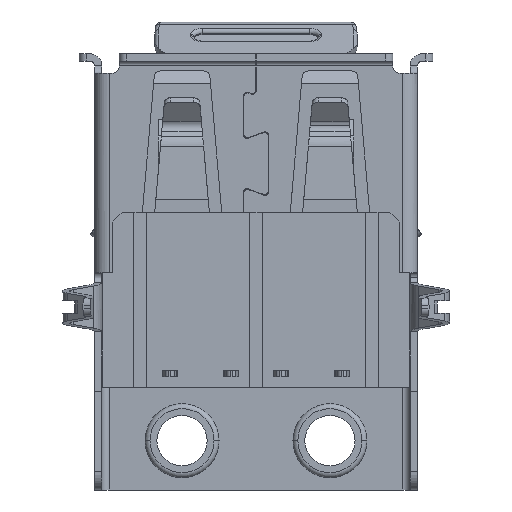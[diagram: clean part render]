
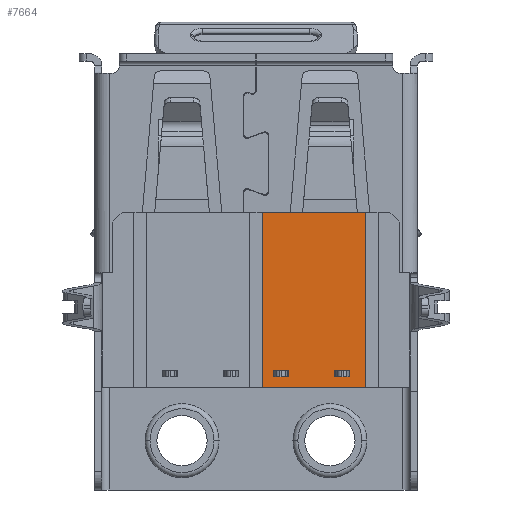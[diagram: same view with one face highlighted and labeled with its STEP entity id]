
A CAD part, front view. The second image highlights one B-rep face of the part: STEP entity #7664.
In plain terms, the highlighted face is planar.
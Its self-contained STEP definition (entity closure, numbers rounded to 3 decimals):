
#1 = CARTESIAN_POINT ( 'NONE',  ( 3.2, 12.065, -6.6 ) ) ;
#402 = LINE ( 'NONE', #25539, #16556 ) ;
#1080 = VECTOR ( 'NONE', #25899, 1000. ) ;
#1350 = VERTEX_POINT ( 'NONE', #1 ) ;
#1487 = EDGE_CURVE ( 'NONE', #25893, #25886, #16205, .T. ) ;
#1537 = ORIENTED_EDGE ( 'NONE', *, *, #16652, .F. ) ;
#2340 = DIRECTION ( 'NONE',  ( 0., -1., 0. ) ) ;
#2429 = CARTESIAN_POINT ( 'NONE',  ( 3.2, 12.872, -6.6 ) ) ;
#2574 = CARTESIAN_POINT ( 'NONE',  ( 4.45, 5.63, -6.6 ) ) ;
#2784 = EDGE_CURVE ( 'NONE', #25886, #24968, #402, .T. ) ;
#2912 = LINE ( 'NONE', #9602, #5390 ) ;
#3670 = VECTOR ( 'NONE', #24768, 1000. ) ;
#4686 = CARTESIAN_POINT ( 'NONE',  ( 0., 12.73, -6.6 ) ) ;
#4708 = DIRECTION ( 'NONE',  ( -1., 0., 0. ) ) ;
#5066 = ORIENTED_EDGE ( 'NONE', *, *, #12231, .T. ) ;
#5070 = DIRECTION ( 'NONE',  ( -1., 0., 0. ) ) ;
#5323 = EDGE_LOOP ( 'NONE', ( #17280, #12129, #26640, #1537 ) ) ;
#5390 = VECTOR ( 'NONE', #21205, 1000. ) ;
#5714 = VERTEX_POINT ( 'NONE', #16536 ) ;
#6277 = VECTOR ( 'NONE', #7478, 1000. ) ;
#6918 = EDGE_CURVE ( 'NONE', #25893, #20456, #28148, .T. ) ;
#6935 = LINE ( 'NONE', #16018, #20035 ) ;
#7083 = DIRECTION ( 'NONE',  ( 0., 0., -1. ) ) ;
#7193 = VECTOR ( 'NONE', #9148, 1000. ) ;
#7291 = CARTESIAN_POINT ( 'NONE',  ( 3.8, 12.315, -6.6 ) ) ;
#7329 = DIRECTION ( 'NONE',  ( 0., -1., 0. ) ) ;
#7478 = DIRECTION ( 'NONE',  ( 0., -1., 0. ) ) ;
#7664 = ADVANCED_FACE ( 'NONE', ( #27478, #13657, #15883 ), #8878, .T. ) ;
#7733 = LINE ( 'NONE', #16525, #15552 ) ;
#8877 = LINE ( 'NONE', #24952, #23238 ) ;
#8878 = PLANE ( 'NONE',  #28114 ) ;
#9025 = DIRECTION ( 'NONE',  ( 0., -1., 0. ) ) ;
#9148 = DIRECTION ( 'NONE',  ( 1., 0., 0. ) ) ;
#9389 = EDGE_CURVE ( 'NONE', #27289, #16823, #17942, .T. ) ;
#9602 = CARTESIAN_POINT ( 'NONE',  ( 3.8, 12.872, -6.6 ) ) ;
#9758 = VERTEX_POINT ( 'NONE', #2574 ) ;
#9951 = DIRECTION ( 'NONE',  ( 0., 1., 0. ) ) ;
#10283 = CARTESIAN_POINT ( 'NONE',  ( -6.479, 12.065, -6.6 ) ) ;
#10305 = VERTEX_POINT ( 'NONE', #7291 ) ;
#10950 = ORIENTED_EDGE ( 'NONE', *, *, #29187, .F. ) ;
#11108 = CARTESIAN_POINT ( 'NONE',  ( 1.3, 12.315, -6.6 ) ) ;
#11164 = CARTESIAN_POINT ( 'NONE',  ( 3.2, 12.315, -6.6 ) ) ;
#11416 = ORIENTED_EDGE ( 'NONE', *, *, #2784, .T. ) ;
#12129 = ORIENTED_EDGE ( 'NONE', *, *, #14797, .T. ) ;
#12231 = EDGE_CURVE ( 'NONE', #10305, #27367, #6935, .T. ) ;
#12534 = LINE ( 'NONE', #16853, #21025 ) ;
#13058 = CARTESIAN_POINT ( 'NONE',  ( 1.3, 12.065, -6.6 ) ) ;
#13209 = CARTESIAN_POINT ( 'NONE',  ( -6.479, 12.872, -6.6 ) ) ;
#13476 = CARTESIAN_POINT ( 'NONE',  ( 4.45, 9.18, -6.6 ) ) ;
#13523 = VERTEX_POINT ( 'NONE', #23895 ) ;
#13657 = FACE_BOUND ( 'NONE', #19175, .T. ) ;
#14338 = ORIENTED_EDGE ( 'NONE', *, *, #21680, .T. ) ;
#14631 = VECTOR ( 'NONE', #9951, 1000. ) ;
#14797 = EDGE_CURVE ( 'NONE', #16823, #9758, #15414, .T. ) ;
#15414 = LINE ( 'NONE', #13476, #3670 ) ;
#15463 = ORIENTED_EDGE ( 'NONE', *, *, #24857, .T. ) ;
#15552 = VECTOR ( 'NONE', #5070, 1000. ) ;
#15807 = ORIENTED_EDGE ( 'NONE', *, *, #6918, .F. ) ;
#15883 = FACE_OUTER_BOUND ( 'NONE', #5323, .T. ) ;
#16018 = CARTESIAN_POINT ( 'NONE',  ( -6.479, 12.315, -6.6 ) ) ;
#16205 = LINE ( 'NONE', #23636, #14631 ) ;
#16525 = CARTESIAN_POINT ( 'NONE',  ( -6.479, 12.065, -6.6 ) ) ;
#16536 = CARTESIAN_POINT ( 'NONE',  ( 0.25, 5.63, -6.6 ) ) ;
#16556 = VECTOR ( 'NONE', #18553, 1000. ) ;
#16652 = EDGE_CURVE ( 'NONE', #27289, #5714, #8877, .T. ) ;
#16823 = VERTEX_POINT ( 'NONE', #25095 ) ;
#16853 = CARTESIAN_POINT ( 'NONE',  ( 0., 5.63, -6.6 ) ) ;
#17280 = ORIENTED_EDGE ( 'NONE', *, *, #9389, .T. ) ;
#17942 = LINE ( 'NONE', #4686, #7193 ) ;
#18540 = ORIENTED_EDGE ( 'NONE', *, *, #1487, .T. ) ;
#18553 = DIRECTION ( 'NONE',  ( -1., 0., 0. ) ) ;
#19175 = EDGE_LOOP ( 'NONE', ( #15807, #18540, #11416, #14338 ) ) ;
#19242 = CARTESIAN_POINT ( 'NONE',  ( 0.7, 12.872, -6.6 ) ) ;
#19580 = VECTOR ( 'NONE', #7329, 1000. ) ;
#19722 = CARTESIAN_POINT ( 'NONE',  ( 0.7, 12.315, -6.6 ) ) ;
#20035 = VECTOR ( 'NONE', #4708, 1000. ) ;
#20456 = VERTEX_POINT ( 'NONE', #26913 ) ;
#21025 = VECTOR ( 'NONE', #23407, 1000. ) ;
#21110 = EDGE_LOOP ( 'NONE', ( #10950, #15463, #5066, #21978 ) ) ;
#21205 = DIRECTION ( 'NONE',  ( 0., 1., 0. ) ) ;
#21556 = EDGE_CURVE ( 'NONE', #27367, #1350, #22802, .T. ) ;
#21680 = EDGE_CURVE ( 'NONE', #24968, #20456, #23837, .T. ) ;
#21695 = EDGE_CURVE ( 'NONE', #9758, #5714, #12534, .T. ) ;
#21978 = ORIENTED_EDGE ( 'NONE', *, *, #21556, .T. ) ;
#22463 = CARTESIAN_POINT ( 'NONE',  ( 0.25, 12.73, -6.6 ) ) ;
#22802 = LINE ( 'NONE', #2429, #19580 ) ;
#23238 = VECTOR ( 'NONE', #9025, 1000. ) ;
#23407 = DIRECTION ( 'NONE',  ( -1., 0., 0. ) ) ;
#23636 = CARTESIAN_POINT ( 'NONE',  ( 1.3, 12.872, -6.6 ) ) ;
#23837 = LINE ( 'NONE', #19242, #6277 ) ;
#23895 = CARTESIAN_POINT ( 'NONE',  ( 3.8, 12.065, -6.6 ) ) ;
#24768 = DIRECTION ( 'NONE',  ( 0., -1., 0. ) ) ;
#24857 = EDGE_CURVE ( 'NONE', #13523, #10305, #2912, .T. ) ;
#24952 = CARTESIAN_POINT ( 'NONE',  ( 0.25, 9.18, -6.6 ) ) ;
#24968 = VERTEX_POINT ( 'NONE', #19722 ) ;
#25095 = CARTESIAN_POINT ( 'NONE',  ( 4.45, 12.73, -6.6 ) ) ;
#25539 = CARTESIAN_POINT ( 'NONE',  ( -6.479, 12.315, -6.6 ) ) ;
#25886 = VERTEX_POINT ( 'NONE', #11108 ) ;
#25893 = VERTEX_POINT ( 'NONE', #13058 ) ;
#25899 = DIRECTION ( 'NONE',  ( -1., 0., 0. ) ) ;
#26640 = ORIENTED_EDGE ( 'NONE', *, *, #21695, .T. ) ;
#26913 = CARTESIAN_POINT ( 'NONE',  ( 0.7, 12.065, -6.6 ) ) ;
#27289 = VERTEX_POINT ( 'NONE', #22463 ) ;
#27367 = VERTEX_POINT ( 'NONE', #11164 ) ;
#27478 = FACE_BOUND ( 'NONE', #21110, .T. ) ;
#28114 = AXIS2_PLACEMENT_3D ( 'NONE', #13209, #7083, #2340 ) ;
#28148 = LINE ( 'NONE', #10283, #1080 ) ;
#29187 = EDGE_CURVE ( 'NONE', #13523, #1350, #7733, .T. ) ;
